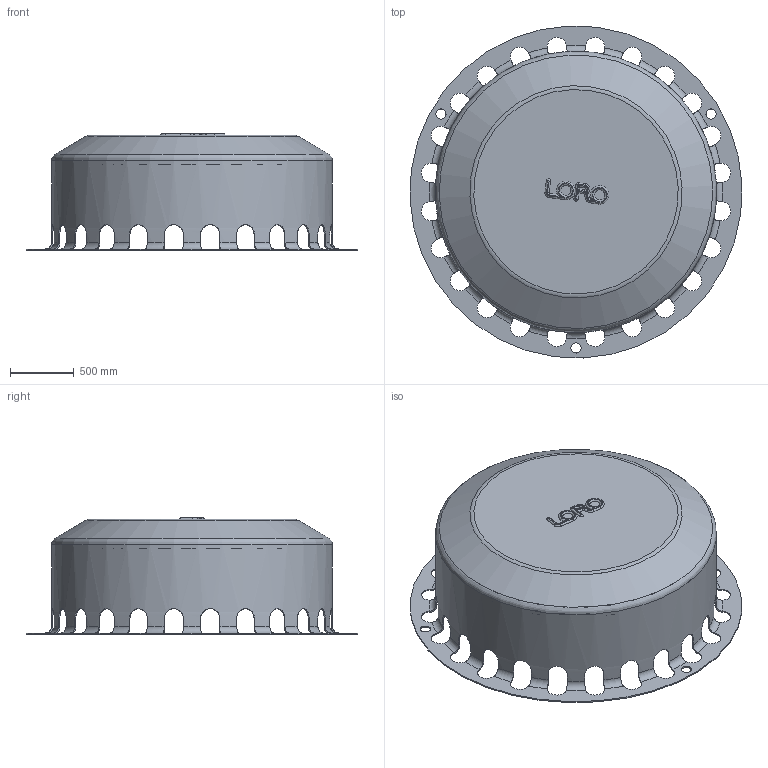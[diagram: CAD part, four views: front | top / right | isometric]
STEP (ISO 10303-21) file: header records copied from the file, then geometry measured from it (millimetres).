
FILE_DESCRIPTION(/* description */ (''),/* implementation_level */ '2;1');
FILE_NAME(/* name */ '21015.000X_3D.stp',/* time_stamp */ '2024-12-12T08:14:09+01:00',/* author */ ('CAD'),/* organization */ (''),/* preprocessor_version */ 'ST-DEVELOPER v20',/* originating_system */ 'AutoCAD Mechanical',/* authorisation */ '');
FILE_SCHEMA (('AUTOMOTIVE_DESIGN { 1 0 10303 214 3 1 1 }'));
Length unit declared in the file: centimetre
Products named in the file (1): Product
Bounding box: 2597.53 x 2597.53 x 912.5 mm (x, y, z)
Volume: 847722461.7 mm3; surface area: 34778406 mm2
Topology: 6 solids, 6 shells, 336 faces, 1014 edges, 647 vertices
Faces by surface type: cylinder 106, plane 98, torus 79, cone 47, sphere 3, bspline 3
Full cylindrical faces by diameter (mm): 66.47 x1, 66.5 x1, 80 x4, 95 x2, 105 x2, 120 x1, 160 x1, 2135 x1, 2180 x2, 2200 x1, 2600 x1
Entity records: 15419 total; most frequent: CARTESIAN_POINT 6408, ORIENTED_EDGE 2018, DIRECTION 1805, EDGE_CURVE 1009, AXIS2_PLACEMENT_3D 721, VERTEX_POINT 647, CIRCLE 384, LINE 363
